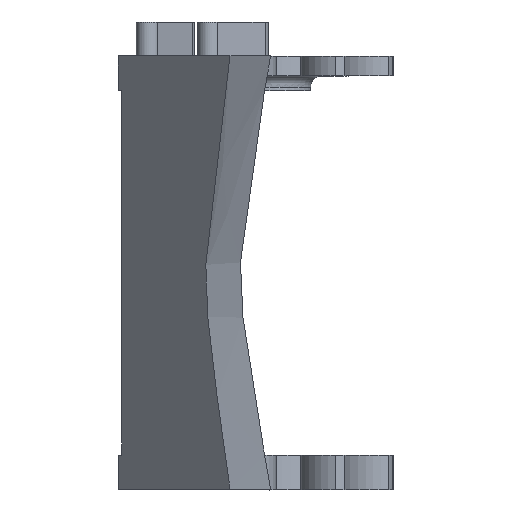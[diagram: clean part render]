
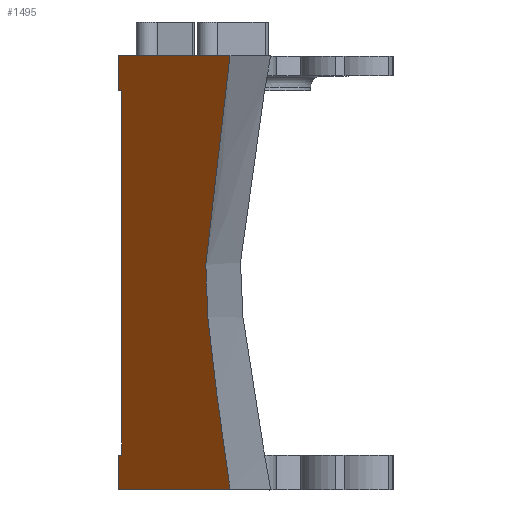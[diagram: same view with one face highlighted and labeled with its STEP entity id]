
A CAD part, top view. The second image highlights one B-rep face of the part: STEP entity #1495.
In plain terms, the highlighted planar face has unit normal (-0.755, 0, 0.656).
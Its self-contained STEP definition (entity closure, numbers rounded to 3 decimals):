
#209=FACE_OUTER_BOUND('',#293,.T.);
#293=EDGE_LOOP('',(#1003,#1004,#1005,#1006,#1007,#1008,#1009,#1010));
#388=B_SPLINE_CURVE_WITH_KNOTS('',3,(#2333,#2334,#2335,#2336,#2337,#2338,
#2339,#2340,#2341,#2342,#2343,#2344,#2345,#2346,#2347,#2348,#2349,#2350),
 .UNSPECIFIED.,.F.,.F.,(4,2,2,2,2,2,2,2,4),(0.,0.373,1.07,
2.342,2.933,3.365,3.502,3.647,
4.315),.UNSPECIFIED.);
#392=LINE('',#2320,#503);
#393=LINE('',#2322,#504);
#394=LINE('',#2324,#505);
#395=LINE('',#2326,#506);
#396=LINE('',#2328,#507);
#397=LINE('',#2330,#508);
#398=LINE('',#2332,#509);
#503=VECTOR('',#1802,5.366);
#504=VECTOR('',#1803,10.);
#505=VECTOR('',#1804,10.);
#506=VECTOR('',#1805,10.);
#507=VECTOR('',#1806,10.);
#508=VECTOR('',#1807,10.);
#509=VECTOR('',#1808,5.366);
#614=VERTEX_POINT('',#2318);
#615=VERTEX_POINT('',#2319);
#616=VERTEX_POINT('',#2321);
#617=VERTEX_POINT('',#2323);
#618=VERTEX_POINT('',#2325);
#619=VERTEX_POINT('',#2327);
#620=VERTEX_POINT('',#2329);
#621=VERTEX_POINT('',#2331);
#769=EDGE_CURVE('',#614,#615,#392,.T.);
#770=EDGE_CURVE('',#614,#616,#393,.T.);
#771=EDGE_CURVE('',#616,#617,#394,.T.);
#772=EDGE_CURVE('',#617,#618,#395,.T.);
#773=EDGE_CURVE('',#618,#619,#396,.T.);
#774=EDGE_CURVE('',#619,#620,#397,.T.);
#775=EDGE_CURVE('',#620,#621,#398,.T.);
#776=EDGE_CURVE('',#615,#621,#388,.T.);
#1003=ORIENTED_EDGE('',*,*,#769,.F.);
#1004=ORIENTED_EDGE('',*,*,#770,.T.);
#1005=ORIENTED_EDGE('',*,*,#771,.T.);
#1006=ORIENTED_EDGE('',*,*,#772,.T.);
#1007=ORIENTED_EDGE('',*,*,#773,.T.);
#1008=ORIENTED_EDGE('',*,*,#774,.T.);
#1009=ORIENTED_EDGE('',*,*,#775,.T.);
#1010=ORIENTED_EDGE('',*,*,#776,.F.);
#1471=PLANE('',#1594);
#1495=ADVANCED_FACE('',(#209),#1471,.T.);
#1594=AXIS2_PLACEMENT_3D('',#2317,#1800,#1801);
#1800=DIRECTION('center_axis',(-0.755,0.,
0.656));
#1801=DIRECTION('ref_axis',(0.656,0.,0.755));
#1802=DIRECTION('',(0.656,0.,0.755));
#1803=DIRECTION('',(0.,-1.,0.));
#1804=DIRECTION('',(0.656,0.,0.755));
#1805=DIRECTION('',(0.,-1.,0.));
#1806=DIRECTION('',(-0.656,0.,-0.755));
#1807=DIRECTION('',(0.,-1.,0.));
#1808=DIRECTION('',(0.656,0.,0.755));
#2317=CARTESIAN_POINT('Origin',(3.644,-3.1,41.763));
#2318=CARTESIAN_POINT('',(-1.827,34.9,35.465));
#2319=CARTESIAN_POINT('',(7.986,34.9,46.761));
#2320=CARTESIAN_POINT('',(3.644,34.9,41.763));
#2321=CARTESIAN_POINT('',(-1.827,31.9,35.465));
#2322=CARTESIAN_POINT('',(-1.827,14.4,35.465));
#2323=CARTESIAN_POINT('',(-1.527,31.9,35.81));
#2324=CARTESIAN_POINT('',(-5.5,31.9,31.237));
#2325=CARTESIAN_POINT('',(-1.527,-0.1,35.81));
#2326=CARTESIAN_POINT('',(-1.527,-3.1,35.81));
#2327=CARTESIAN_POINT('',(-1.827,-0.1,35.465));
#2328=CARTESIAN_POINT('',(-5.5,-0.1,31.237));
#2329=CARTESIAN_POINT('',(-1.827,-3.1,35.465));
#2330=CARTESIAN_POINT('',(-1.827,14.4,35.465));
#2331=CARTESIAN_POINT('',(7.986,-3.1,46.761));
#2332=CARTESIAN_POINT('',(3.644,-3.1,41.763));
#2333=CARTESIAN_POINT('Ctrl Pts',(7.986,34.9,46.761));
#2334=CARTESIAN_POINT('Ctrl Pts',(7.813,33.684,46.563));
#2335=CARTESIAN_POINT('Ctrl Pts',(7.64,32.469,46.363));
#2336=CARTESIAN_POINT('Ctrl Pts',(7.147,28.981,45.796));
#2337=CARTESIAN_POINT('Ctrl Pts',(6.649,25.399,45.223));
#2338=CARTESIAN_POINT('Ctrl Pts',(5.778,17.894,44.22));
#2339=CARTESIAN_POINT('Ctrl Pts',(5.723,15.326,44.156));
#2340=CARTESIAN_POINT('Ctrl Pts',(6.269,9.529,44.785));
#2341=CARTESIAN_POINT('Ctrl Pts',(6.542,7.358,45.099));
#2342=CARTESIAN_POINT('Ctrl Pts',(6.928,4.432,45.543));
#2343=CARTESIAN_POINT('Ctrl Pts',(7.105,3.137,45.748));
#2344=CARTESIAN_POINT('Ctrl Pts',(7.331,1.523,46.007));
#2345=CARTESIAN_POINT('Ctrl Pts',(7.386,1.131,46.07));
#2346=CARTESIAN_POINT('Ctrl Pts',(7.499,0.331,46.2));
#2347=CARTESIAN_POINT('Ctrl Pts',(7.545,0.008,
46.253));
#2348=CARTESIAN_POINT('Ctrl Pts',(7.712,-1.168,46.445));
#2349=CARTESIAN_POINT('Ctrl Pts',(7.849,-2.134,46.603));
#2350=CARTESIAN_POINT('Ctrl Pts',(7.986,-3.1,46.761));
